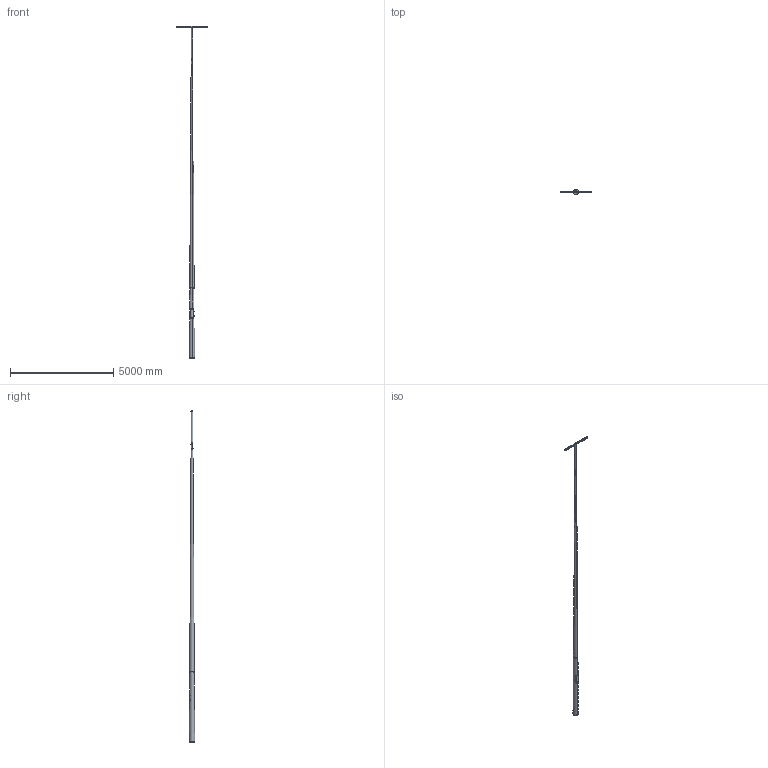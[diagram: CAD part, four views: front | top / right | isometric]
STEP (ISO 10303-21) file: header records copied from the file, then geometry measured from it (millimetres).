
FILE_DESCRIPTION (( 'STEP AP214' ), '1' );
FILE_NAME ('101050KGXS KH15TO15-89 4608034 KARTIOPYLVÄS ORRELLA_3D.step', '2022-06-01T11:35:32', ( '' ), ( '' ), 'SwSTEP 2.0', 'SolidWorks 2021', '' );
FILE_SCHEMA (( 'AUTOMOTIVE_DESIGN' ));
Length unit declared in the file: millimetre
Products named in the file (17): ORREN LATTA_LATTA 5X50X180; 222-LATVAINEN KARTIOAIHIO_222-263-3-3400; 101050KGXS KH15TO15-89 4608034 KARTIOPYLVÄS ORRELLA_3D; KYTKENTÄAUKON LUUKKU_222-263-3-3400; PIDÄTINRUUVI DIN 914 - M10_DIN 914 - M10 x 20-N; TYVIRENGAS_TYVIRENGAS D262; PIDÄTINRUUVI DIN 914 - M10_DIN 914 - M10 x 16-N; KYTKENTÄAUKON LATTARAUTA_LATTA 4X20X200; LATTA 5X16X460 KYTKENTÄAUKON VAHVIKE_C 1; socket head cap screw_din_DIN 912 M6 x 16 --- 16N; VARREN NEOPREN-TIIVISTE_D76X4; KARTIORUNKO_C215K; KARTIO-ORSI_TO15-89-1500; ORREN AIHIO_ORREN AIHIO UNP-80X1500; KARTIOAIHIO_89-222-3-11100-0KL; KARTIOSOVITE_D89-D70X1500; 222-LATVAISET KARTIOAIHIOT_222-263-4-3400
Assembly tree (25 placements, depth 4):
  101050KGXS KH15TO15-89 4608034 KARTIOPYLVÄS ORRELLA_3D
    KARTIORUNKO_C215K
      KARTIOAIHIO_89-222-3-11100-0KL
      222-LATVAINEN KARTIOAIHIO_222-263-3-3400
        222-LATVAISET KARTIOAIHIOT_222-263-4-3400
        KYTKENTÄAUKON LUUKKU_222-263-3-3400
        socket head cap screw_din_DIN 912 M6 x 16 --- 16N  x4
        KYTKENTÄAUKON LATTARAUTA_LATTA 4X20X200  x2
        LATTA 5X16X460 KYTKENTÄAUKON VAHVIKE_C 1  x2
        TYVIRENGAS_TYVIRENGAS D262
      PIDÄTINRUUVI DIN 914 - M10_DIN 914 - M10 x 16-N  x5
      PIDÄTINRUUVI DIN 914 - M10_DIN 914 - M10 x 20-N
    KARTIO-ORSI_TO15-89-1500
      KARTIOSOVITE_D89-D70X1500
      ORREN AIHIO_ORREN AIHIO UNP-80X1500
      VARREN NEOPREN-TIIVISTE_D76X4
      ORREN LATTA_LATTA 5X50X180
Bounding box: 1500 x 263 x 16080 mm (x, y, z)
Volume: 29372907.7 mm3; surface area: 17293709.3 mm2
Topology: 23 solids, 23 shells, 383 faces, 927 edges, 574 vertices
Faces by surface type: plane 177, cylinder 97, cone 71, torus 26, bspline 12
Entity records: 10543 total; most frequent: CARTESIAN_POINT 4113, ORIENTED_EDGE 1186, DIRECTION 1108, EDGE_CURVE 593, AXIS2_PLACEMENT_3D 412, VERTEX_POINT 375, LINE 284, VECTOR 284
